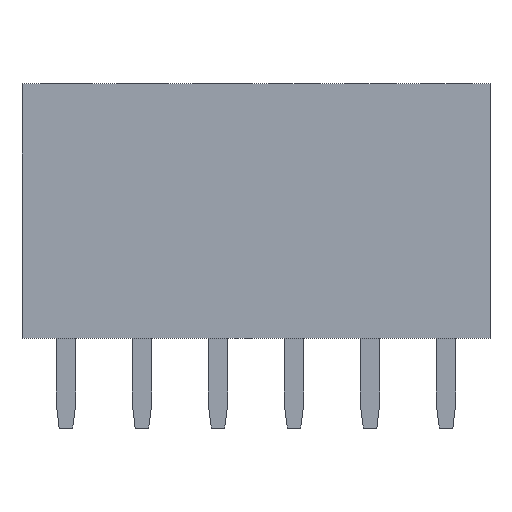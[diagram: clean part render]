
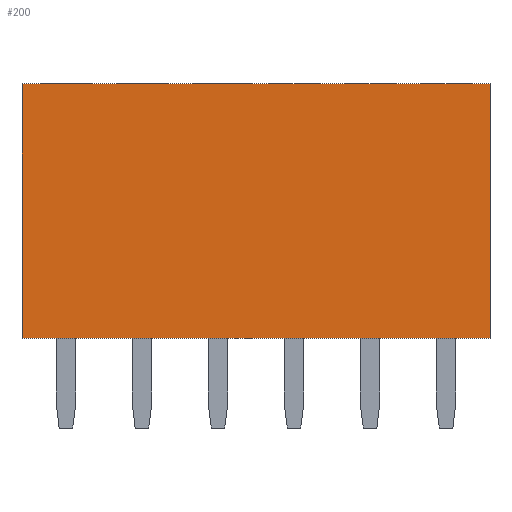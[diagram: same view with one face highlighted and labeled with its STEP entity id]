
A CAD part, top view. The second image highlights one B-rep face of the part: STEP entity #200.
In plain terms, the highlighted planar face has unit normal (0, 0, 1).
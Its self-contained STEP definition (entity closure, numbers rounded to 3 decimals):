
#200=ADVANCED_FACE('',(#835),#836,.T.);
#835=FACE_OUTER_BOUND('',#1912,.T.);
#836=PLANE('',#1913);
#1912=EDGE_LOOP('',(#3458,#3459,#3460,#3461));
#1913=AXIS2_PLACEMENT_3D('',#3462,#3463,#3464);
#3458=ORIENTED_EDGE('',*,*,#7188,.F.);
#3459=ORIENTED_EDGE('',*,*,#7396,.T.);
#3460=ORIENTED_EDGE('',*,*,#7389,.T.);
#3461=ORIENTED_EDGE('',*,*,#7397,.F.);
#3462=CARTESIAN_POINT('',(-1.27,0.0,1.25));
#3463=DIRECTION('',(0.0,0.0,1.0));
#3464=DIRECTION('',(1.0,0.0,0.0));
#7188=EDGE_CURVE('',#8593,#8595,#8596,.T.);
#7389=EDGE_CURVE('',#8923,#8924,#8925,.T.);
#7396=EDGE_CURVE('',#8593,#8923,#8936,.T.);
#7397=EDGE_CURVE('',#8595,#8924,#8937,.T.);
#8593=VERTEX_POINT('',#10884);
#8595=VERTEX_POINT('',#10887);
#8596=LINE('',#10888,#10889);
#8923=VERTEX_POINT('',#11416);
#8924=VERTEX_POINT('',#11417);
#8925=LINE('',#11418,#11419);
#8936=LINE('',#11436,#11437);
#8937=LINE('',#11438,#11439);
#10884=CARTESIAN_POINT('',(-14.17,0.0,1.25));
#10887=CARTESIAN_POINT('',(1.47,0.0,1.25));
#10888=CARTESIAN_POINT('',(-14.17,0.0,1.25));
#10889=VECTOR('',#14258,15.64);
#11416=CARTESIAN_POINT('',(-14.17,-8.5,1.25));
#11417=CARTESIAN_POINT('',(1.47,-8.5,1.25));
#11418=CARTESIAN_POINT('',(-14.17,-8.5,1.25));
#11419=VECTOR('',#14459,15.64);
#11436=CARTESIAN_POINT('',(-14.17,0.0,1.25));
#11437=VECTOR('',#14466,8.5);
#11438=CARTESIAN_POINT('',(1.47,0.0,1.25));
#11439=VECTOR('',#14467,8.5);
#14258=DIRECTION('',(1.0,0.0,0.0));
#14459=DIRECTION('',(1.0,0.0,0.0));
#14466=DIRECTION('',(0.0,-1.0,0.0));
#14467=DIRECTION('',(0.0,-1.0,0.0));
